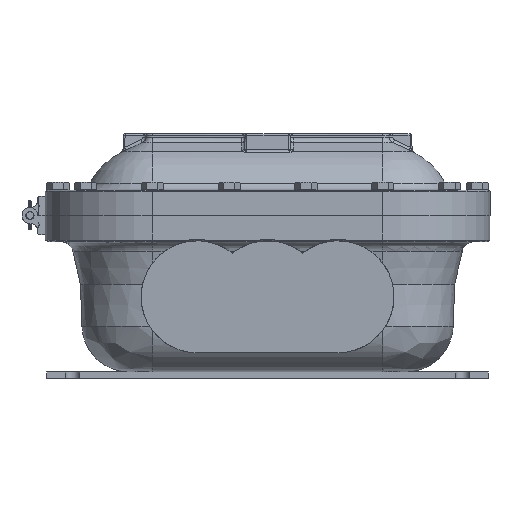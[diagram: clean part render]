
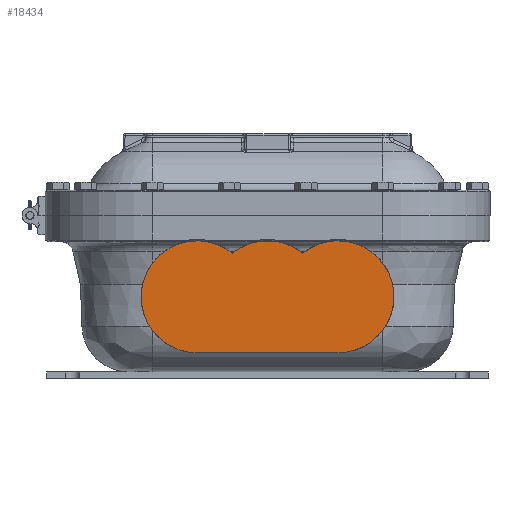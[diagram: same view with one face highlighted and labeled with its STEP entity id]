
A CAD part, front view. The second image highlights one B-rep face of the part: STEP entity #18434.
In plain terms, the highlighted planar face has unit normal (0, -0.999, -0.035).
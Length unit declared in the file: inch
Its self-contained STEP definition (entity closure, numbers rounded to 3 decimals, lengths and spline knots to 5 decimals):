
#488=ELLIPSE('',#19926,2.18883,2.1875);
#491=ELLIPSE('',#19930,2.18883,2.1875);
#494=ELLIPSE('',#19934,2.18883,2.1875);
#507=ELLIPSE('',#19981,2.18883,2.1875);
#508=ELLIPSE('',#19982,2.18883,2.1875);
#1117=LINE('',#29815,#2356);
#2356=VECTOR('',#22852,0.3937);
#3284=PLANE('',#19980);
#5565=FACE_OUTER_BOUND('',#6799,.T.);
#6799=EDGE_LOOP('',(#14432,#14433,#14434,#14435,#14436,#14437));
#9164=VERTEX_POINT('',#29578);
#9165=VERTEX_POINT('',#29580);
#9168=VERTEX_POINT('',#29596);
#9170=VERTEX_POINT('',#29603);
#9195=VERTEX_POINT('',#29812);
#9196=VERTEX_POINT('',#29814);
#11084=EDGE_CURVE('',#9165,#9164,#488,.F.);
#11089=EDGE_CURVE('',#9164,#9168,#491,.F.);
#11093=EDGE_CURVE('',#9168,#9170,#494,.F.);
#11143=EDGE_CURVE('',#9170,#9195,#507,.F.);
#11144=EDGE_CURVE('',#9195,#9196,#1117,.F.);
#11145=EDGE_CURVE('',#9196,#9165,#508,.F.);
#14432=ORIENTED_EDGE('',*,*,#11084,.T.);
#14433=ORIENTED_EDGE('',*,*,#11089,.T.);
#14434=ORIENTED_EDGE('',*,*,#11093,.T.);
#14435=ORIENTED_EDGE('',*,*,#11143,.T.);
#14436=ORIENTED_EDGE('',*,*,#11144,.T.);
#14437=ORIENTED_EDGE('',*,*,#11145,.T.);
#18434=ADVANCED_FACE('',(#5565),#3284,.F.);
#19926=AXIS2_PLACEMENT_3D('',#29581,#22725,#22726);
#19930=AXIS2_PLACEMENT_3D('',#29598,#22734,#22735);
#19934=AXIS2_PLACEMENT_3D('',#29613,#22742,#22743);
#19980=AXIS2_PLACEMENT_3D('',#29811,#22848,#22849);
#19981=AXIS2_PLACEMENT_3D('',#29813,#22850,#22851);
#19982=AXIS2_PLACEMENT_3D('',#29816,#22853,#22854);
#22725=DIRECTION('center_axis',(0.,0.999,
0.035));
#22726=DIRECTION('ref_axis',(0.,0.035,-0.999));
#22734=DIRECTION('center_axis',(0.,0.999,
0.035));
#22735=DIRECTION('ref_axis',(0.,0.035,-0.999));
#22742=DIRECTION('center_axis',(0.,0.999,
0.035));
#22743=DIRECTION('ref_axis',(0.,-0.035,0.999));
#22848=DIRECTION('center_axis',(0.,0.999,
0.035));
#22849=DIRECTION('ref_axis',(0.,-0.035,0.999));
#22850=DIRECTION('center_axis',(0.,0.999,
0.035));
#22851=DIRECTION('ref_axis',(0.,-0.035,0.999));
#22852=DIRECTION('',(-1.,0.,0.));
#22853=DIRECTION('center_axis',(0.,0.999,
0.035));
#22854=DIRECTION('ref_axis',(0.,0.035,-0.999));
#29578=CARTESIAN_POINT('',(1.375,-15.35108,-1.57992));
#29580=CARTESIAN_POINT('',(4.85457,-15.3125,-2.68465));
#29581=CARTESIAN_POINT('Origin',(2.75,-15.29167,-3.28125));
#29596=CARTESIAN_POINT('',(-1.375,-15.35108,-1.57992));
#29598=CARTESIAN_POINT('Origin',(0.,-15.29167,-3.28125));
#29603=CARTESIAN_POINT('',(-4.85457,-15.3125,-2.68465));
#29613=CARTESIAN_POINT('Origin',(-2.75,-15.29167,-3.28125));
#29811=CARTESIAN_POINT('Origin',(0.,-15.29024,
-3.32203));
#29812=CARTESIAN_POINT('',(-2.75,-15.21528,-5.46875));
#29813=CARTESIAN_POINT('Origin',(-2.75,-15.29167,-3.28125));
#29814=CARTESIAN_POINT('',(2.75,-15.21528,-5.46875));
#29815=CARTESIAN_POINT('',(-1.375,-15.21528,-5.46875));
#29816=CARTESIAN_POINT('Origin',(2.75,-15.29167,-3.28125));
